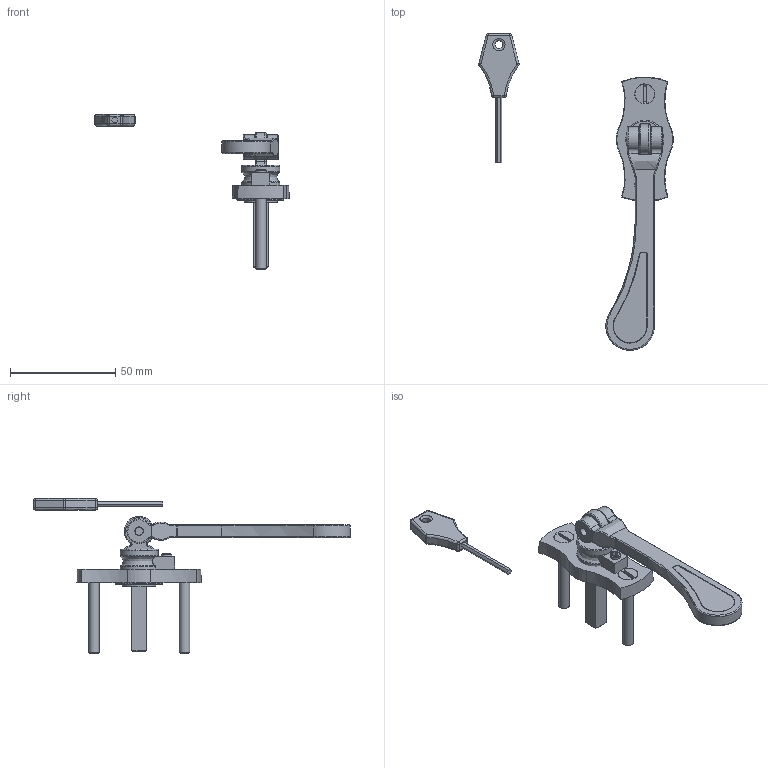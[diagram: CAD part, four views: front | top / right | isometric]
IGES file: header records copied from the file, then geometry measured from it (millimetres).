
Global section: file name: P4627-L; native system: Autodesk Inventor 2018; preprocessor: unknown; author: ashami; date: 20180716.105029; units: millimetre
Bounding box: 92.22 x 150.14 x 73.51 mm (x, y, z)
Volume: 23787.1 mm3; surface area: 17152.4 mm2
Topology: 12 solids, 12 shells, 303 faces, 745 edges, 462 vertices
Faces by surface type: bspline 303
